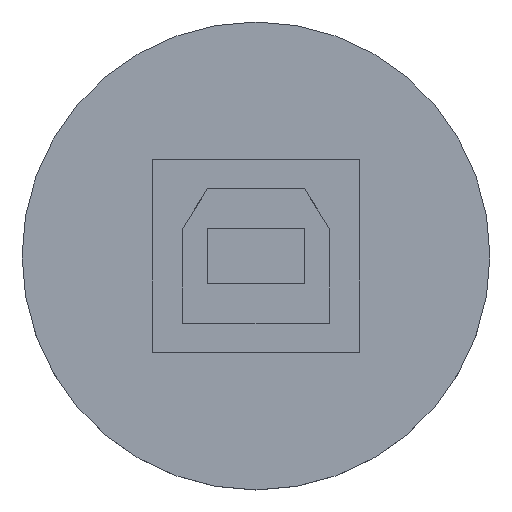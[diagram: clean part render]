
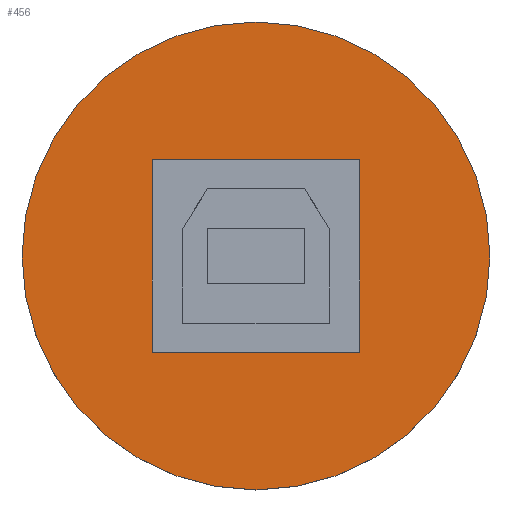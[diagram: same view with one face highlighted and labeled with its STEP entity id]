
A CAD part, top view. The second image highlights one B-rep face of the part: STEP entity #456.
In plain terms, the highlighted planar face has unit normal (0, 0, 1).
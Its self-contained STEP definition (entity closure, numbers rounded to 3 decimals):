
#19=FACE_BOUND('',#66,.T.);
#24=CIRCLE('',#503,13.5);
#36=FACE_OUTER_BOUND('',#65,.T.);
#65=EDGE_LOOP('',(#330));
#66=EDGE_LOOP('',(#331,#332,#333,#334));
#89=LINE('',#654,#145);
#93=LINE('',#662,#149);
#96=LINE('',#668,#152);
#99=LINE('',#673,#155);
#145=VECTOR('',#530,10.);
#149=VECTOR('',#536,10.);
#152=VECTOR('',#541,10.);
#155=VECTOR('',#546,10.);
#201=VERTEX_POINT('',#652);
#202=VERTEX_POINT('',#653);
#205=VERTEX_POINT('',#661);
#207=VERTEX_POINT('',#667);
#211=VERTEX_POINT('',#684);
#241=EDGE_CURVE('',#201,#202,#89,.T.);
#245=EDGE_CURVE('',#205,#201,#93,.T.);
#248=EDGE_CURVE('',#207,#205,#96,.T.);
#251=EDGE_CURVE('',#202,#207,#99,.T.);
#256=EDGE_CURVE('',#211,#211,#24,.T.);
#330=ORIENTED_EDGE('',*,*,#256,.T.);
#331=ORIENTED_EDGE('',*,*,#241,.T.);
#332=ORIENTED_EDGE('',*,*,#251,.T.);
#333=ORIENTED_EDGE('',*,*,#248,.T.);
#334=ORIENTED_EDGE('',*,*,#245,.T.);
#427=PLANE('',#505);
#456=ADVANCED_FACE('',(#36,#19),#427,.T.);
#503=AXIS2_PLACEMENT_3D('',#685,#561,#562);
#505=AXIS2_PLACEMENT_3D('',#689,#566,#567);
#530=DIRECTION('',(0.,1.,0.));
#536=DIRECTION('',(-1.,0.,0.));
#541=DIRECTION('',(0.,-1.,0.));
#546=DIRECTION('',(1.,0.,0.));
#561=DIRECTION('center_axis',(0.,0.,1.));
#562=DIRECTION('ref_axis',(1.,0.,0.));
#566=DIRECTION('center_axis',(0.,0.,1.));
#567=DIRECTION('ref_axis',(1.,0.,0.));
#652=CARTESIAN_POINT('',(-6.,-5.55,3.));
#653=CARTESIAN_POINT('',(-6.,5.55,3.));
#654=CARTESIAN_POINT('',(-6.,-2.775,3.));
#661=CARTESIAN_POINT('',(6.,-5.55,3.));
#662=CARTESIAN_POINT('',(3.,-5.55,3.));
#667=CARTESIAN_POINT('',(6.,5.55,3.));
#668=CARTESIAN_POINT('',(6.,2.775,3.));
#673=CARTESIAN_POINT('',(-3.,5.55,3.));
#684=CARTESIAN_POINT('',(-13.5,0.,3.));
#685=CARTESIAN_POINT('Origin',(0.,0.,3.));
#689=CARTESIAN_POINT('Origin',(0.,0.,3.));
